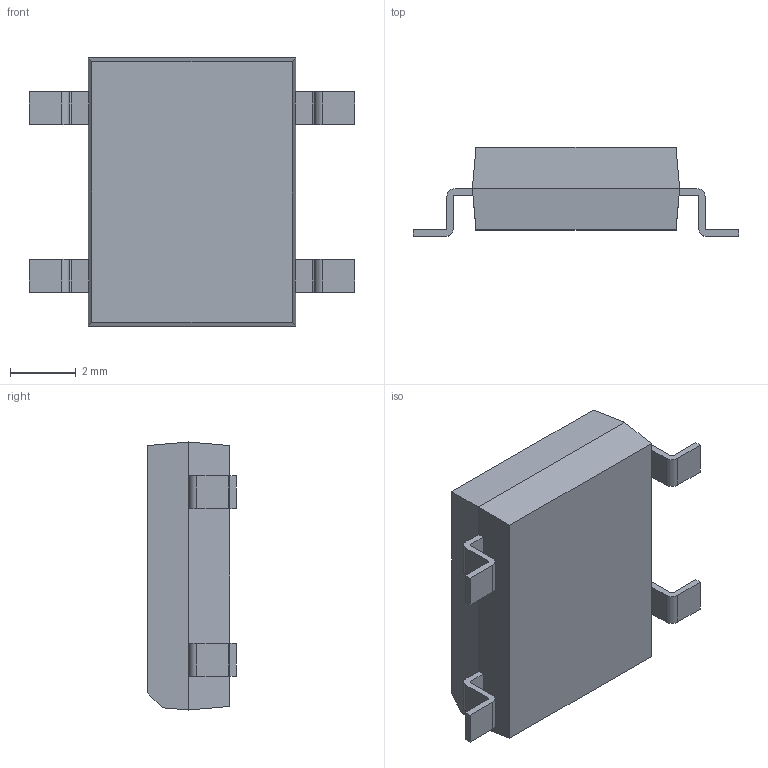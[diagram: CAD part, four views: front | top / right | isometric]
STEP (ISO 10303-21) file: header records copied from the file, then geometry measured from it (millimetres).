
FILE_DESCRIPTION (( 'STEP AP214' ), '1' );
FILE_NAME ('DB105STR.STEP', '2024-01-04T01:20:42', ( '' ), ( '' ), 'SwSTEP 2.0', 'SolidWorks 2021', '' );
FILE_SCHEMA (( 'AUTOMOTIVE_DESIGN' ));
Length unit declared in the file: millimetre
Products named in the file (1): DB105STR
Bounding box: 9.9 x 2.7 x 8.15 mm (x, y, z)
Volume: 126.2 mm3; surface area: 198.6 mm2
Topology: 9 solids, 9 shells, 135 faces, 335 edges, 222 vertices
Faces by surface type: plane 103, cylinder 32
Entity records: 4087 total; most frequent: CARTESIAN_POINT 693, DIRECTION 671, ORIENTED_EDGE 670, EDGE_CURVE 335, VECTOR 271, LINE 271, VERTEX_POINT 222, AXIS2_PLACEMENT_3D 200
